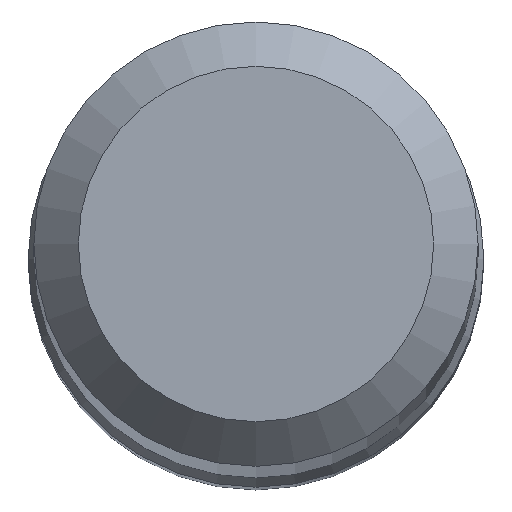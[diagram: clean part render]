
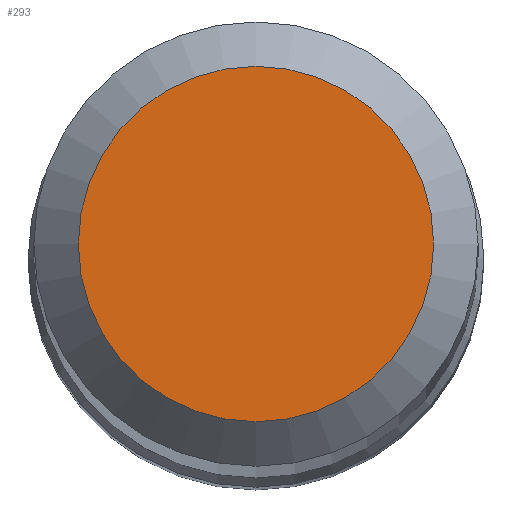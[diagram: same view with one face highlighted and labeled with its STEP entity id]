
A CAD part, top view. The second image highlights one B-rep face of the part: STEP entity #293.
In plain terms, the highlighted planar face has unit normal (0, 0, 1).
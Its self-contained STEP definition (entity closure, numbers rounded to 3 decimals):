
#1 = CARTESIAN_POINT ( 'NONE',  ( 0., 0., 70. ) ) ;
#6 = AXIS2_PLACEMENT_3D ( 'NONE', #1, #112, #148 ) ;
#9 = EDGE_LOOP ( 'NONE', ( #58 ) ) ;
#18 = DIRECTION ( 'NONE',  ( 0., 0., -1. ) ) ;
#50 = EDGE_CURVE ( 'NONE', #211, #211, #239, .T. ) ;
#58 = ORIENTED_EDGE ( 'NONE', *, *, #50, .F. ) ;
#77 = AXIS2_PLACEMENT_3D ( 'NONE', #143, #18, #185 ) ;
#112 = DIRECTION ( 'NONE',  ( 0., 0., 1. ) ) ;
#117 = PLANE ( 'NONE',  #6 ) ;
#143 = CARTESIAN_POINT ( 'NONE',  ( 0., 0., 70. ) ) ;
#148 = DIRECTION ( 'NONE',  ( 0., -1., 0. ) ) ;
#185 = DIRECTION ( 'NONE',  ( 0., 1., 0. ) ) ;
#211 = VERTEX_POINT ( 'NONE', #295 ) ;
#239 = CIRCLE ( 'NONE', #77, 1.2 ) ;
#257 = FACE_OUTER_BOUND ( 'NONE', #9, .T. ) ;
#293 = ADVANCED_FACE ( 'NONE', ( #257 ), #117, .T. ) ;
#295 = CARTESIAN_POINT ( 'NONE',  ( 0., 1.2, 70. ) ) ;
